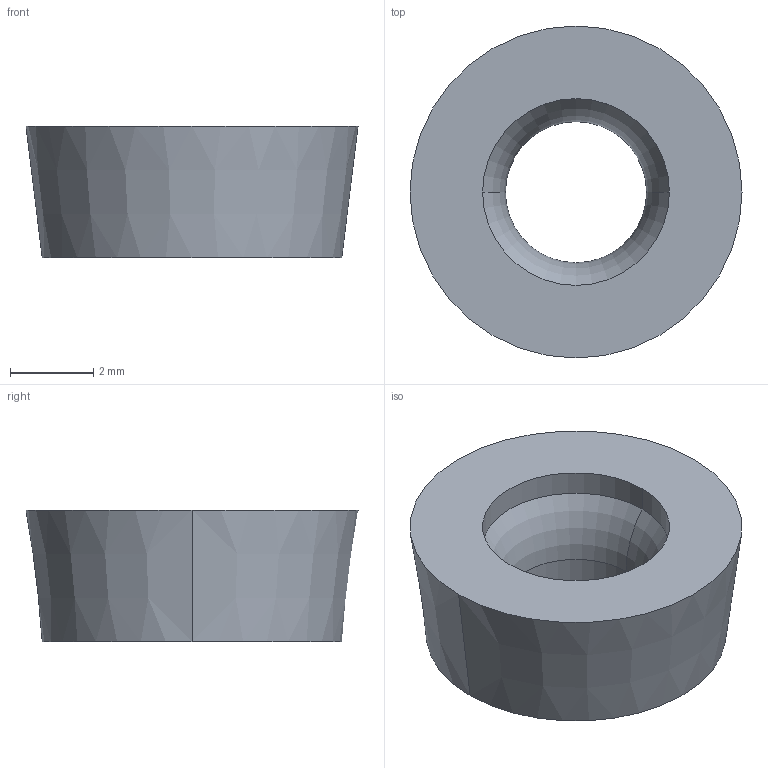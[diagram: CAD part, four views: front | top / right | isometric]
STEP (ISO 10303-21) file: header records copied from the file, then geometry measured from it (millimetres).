
FILE_DESCRIPTION(/* description */ (''),/* implementation_level */ '2;1');
FILE_NAME(/* name */ 'RCGT0803M0-AZ.stp',/* time_stamp */ '2021-12-22T08:51:12+09:00',/* author */ (''),/* organization */ (''),/* preprocessor_version */ 'ST-DEVELOPER v16',/* originating_system */ 'SIEMENS PLM Software NX 10.0',/* authorisation */ '');
FILE_SCHEMA (('AUTOMOTIVE_DESIGN { 1 0 10303 214 3 1 1 1 }'));
Length unit declared in the file: millimetre
Products named in the file (1): RCGT0803M0-AZ
Bounding box: 8 x 8 x 3.18 mm (x, y, z)
Volume: 108.6 mm3; surface area: 182.2 mm2
Topology: 1 solids, 1 shells, 10 faces, 22 edges, 18 vertices
Faces by surface type: cylinder 4, plane 2, cone 2, torus 2
Entity records: 357 total; most frequent: DIRECTION 66, CARTESIAN_POINT 50, ORIENTED_EDGE 40, AXIS2_PLACEMENT_3D 30, EDGE_CURVE 20, CIRCLE 16, EDGE_LOOP 12, VERTEX_POINT 12
